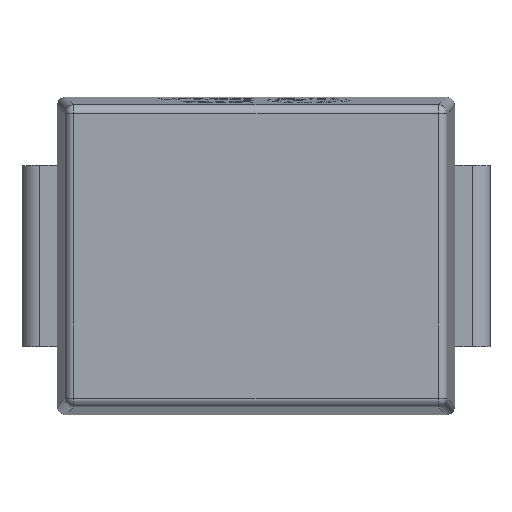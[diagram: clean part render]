
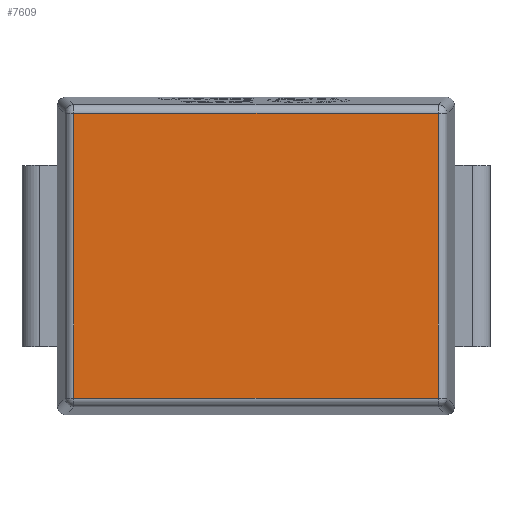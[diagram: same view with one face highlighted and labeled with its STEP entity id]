
A CAD part, top view. The second image highlights one B-rep face of the part: STEP entity #7609.
In plain terms, the highlighted planar face has unit normal (0, 0, 1).
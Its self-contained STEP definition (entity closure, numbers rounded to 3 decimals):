
#61 = DIRECTION ( 'NONE',  ( 1., 0., 0. ) ) ;
#339 = EDGE_CURVE ( 'NONE', #8247, #2631, #9420, .T. ) ;
#532 = CARTESIAN_POINT ( 'NONE',  ( -2.062, -1.704, 1.1 ) ) ;
#870 = LINE ( 'NONE', #8986, #9268 ) ;
#914 = CARTESIAN_POINT ( 'NONE',  ( -2.154, 1.612, 1.1 ) ) ;
#1327 = ORIENTED_EDGE ( 'NONE', *, *, #4722, .T. ) ;
#1413 = ORIENTED_EDGE ( 'NONE', *, *, #1509, .T. ) ;
#1509 = EDGE_CURVE ( 'NONE', #13321, #11250, #14286, .T. ) ;
#1974 = CARTESIAN_POINT ( 'NONE',  ( -2.062, 1.612, 1.1 ) ) ;
#2106 = CARTESIAN_POINT ( 'NONE',  ( -2.062, -1.612, 1.1 ) ) ;
#2265 = FACE_OUTER_BOUND ( 'NONE', #3554, .T. ) ;
#2419 = CARTESIAN_POINT ( 'NONE',  ( 2.062, -1.612, 1.1 ) ) ;
#2631 = VERTEX_POINT ( 'NONE', #2419 ) ;
#3506 = CARTESIAN_POINT ( 'NONE',  ( 2.062, 1.612, 1.1 ) ) ;
#3512 = ORIENTED_EDGE ( 'NONE', *, *, #5298, .T. ) ;
#3554 = EDGE_LOOP ( 'NONE', ( #3512, #6967, #1327, #1413 ) ) ;
#3958 = AXIS2_PLACEMENT_3D ( 'NONE', #10421, #8112, #61 ) ;
#4019 = LINE ( 'NONE', #532, #10556 ) ;
#4722 = EDGE_CURVE ( 'NONE', #2631, #13321, #870, .T. ) ;
#5298 = EDGE_CURVE ( 'NONE', #11250, #8247, #4019, .T. ) ;
#5463 = DIRECTION ( 'NONE',  ( 0., 1., 0. ) ) ;
#6967 = ORIENTED_EDGE ( 'NONE', *, *, #339, .T. ) ;
#7393 = DIRECTION ( 'NONE',  ( 0., -1., 0. ) ) ;
#7609 = ADVANCED_FACE ( 'NONE', ( #2265 ), #9357, .T. ) ;
#7637 = VECTOR ( 'NONE', #9704, 1000. ) ;
#8112 = DIRECTION ( 'NONE',  ( 0., 0., 1. ) ) ;
#8247 = VERTEX_POINT ( 'NONE', #2106 ) ;
#8986 = CARTESIAN_POINT ( 'NONE',  ( 2.062, 1.704, 1.1 ) ) ;
#9266 = DIRECTION ( 'NONE',  ( 1., 0., 0. ) ) ;
#9268 = VECTOR ( 'NONE', #5463, 1000. ) ;
#9357 = PLANE ( 'NONE',  #3958 ) ;
#9420 = LINE ( 'NONE', #11721, #14507 ) ;
#9704 = DIRECTION ( 'NONE',  ( -1., 0., 0. ) ) ;
#10421 = CARTESIAN_POINT ( 'NONE',  ( 0., 0., 1.1 ) ) ;
#10556 = VECTOR ( 'NONE', #7393, 1000. ) ;
#11250 = VERTEX_POINT ( 'NONE', #1974 ) ;
#11721 = CARTESIAN_POINT ( 'NONE',  ( 2.154, -1.612, 1.1 ) ) ;
#13321 = VERTEX_POINT ( 'NONE', #3506 ) ;
#14286 = LINE ( 'NONE', #914, #7637 ) ;
#14507 = VECTOR ( 'NONE', #9266, 1000. ) ;
